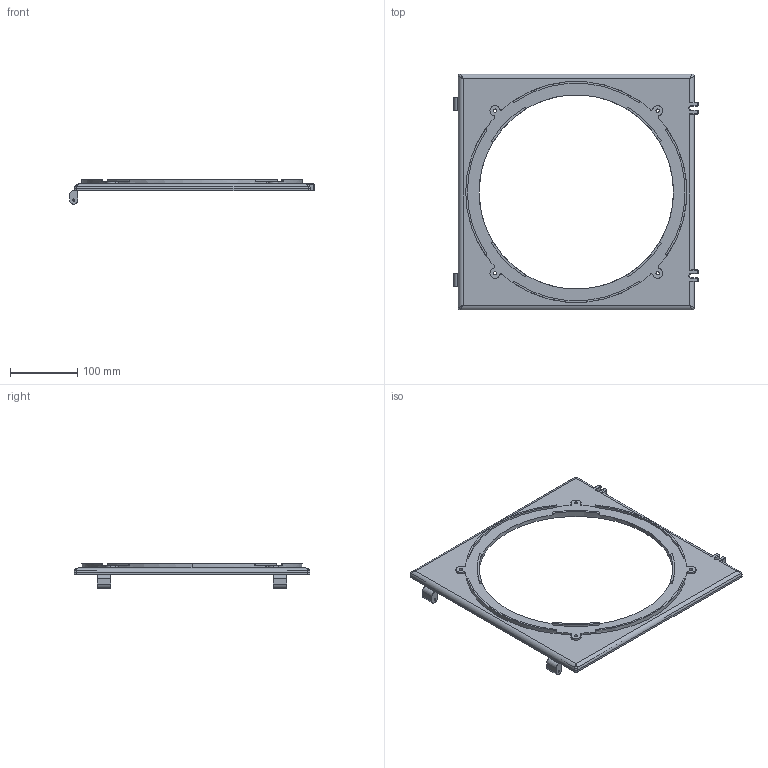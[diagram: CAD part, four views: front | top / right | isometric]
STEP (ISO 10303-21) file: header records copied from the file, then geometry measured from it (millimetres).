
FILE_DESCRIPTION (( 'STEP AP203' ), '1' );
FILE_NAME ('Panel_Predeterminado_sldprt.STEP', '2020-07-08T17:55:25', ( '' ), ( '' ), 'SwSTEP 2.0', 'SolidWorks 2017', '' );
FILE_SCHEMA (( 'CONFIG_CONTROL_DESIGN' ));
Length unit declared in the file: millimetre
Products named in the file (1): Panel_Predeterminado_sldprt
Bounding box: 365 x 352 x 36 mm (x, y, z)
Volume: 335841.9 mm3; surface area: 183205.8 mm2
Topology: 2 solids, 2 shells, 382 faces, 1068 edges, 698 vertices
Faces by surface type: cylinder 238, plane 130, torus 10, bspline 4
Entity records: 12781 total; most frequent: CARTESIAN_POINT 2397, DIRECTION 2348, ORIENTED_EDGE 2128, EDGE_CURVE 1064, AXIS2_PLACEMENT_3D 917, VERTEX_POINT 698, CIRCLE 538, LINE 514
